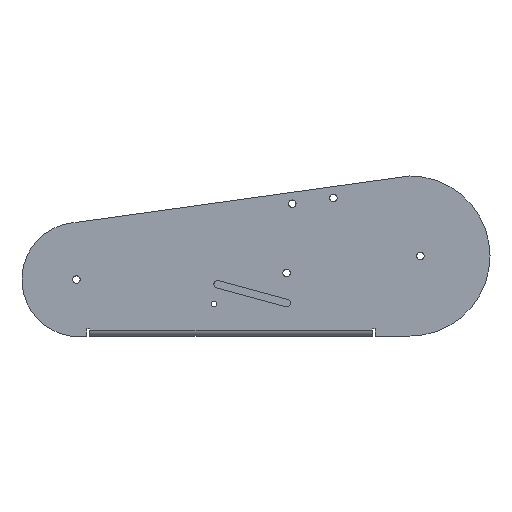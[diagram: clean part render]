
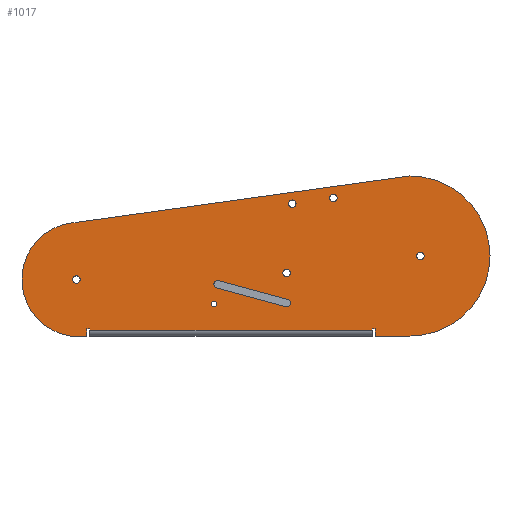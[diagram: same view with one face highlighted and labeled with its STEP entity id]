
A CAD part, left-side view. The second image highlights one B-rep face of the part: STEP entity #1017.
In plain terms, the highlighted planar face has unit normal (-1, 0, 0).
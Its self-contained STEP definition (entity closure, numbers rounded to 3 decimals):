
#27=FACE_BOUND('',#218,.T.);
#28=FACE_BOUND('',#219,.T.);
#29=FACE_BOUND('',#220,.T.);
#30=FACE_BOUND('',#221,.T.);
#31=FACE_BOUND('',#222,.T.);
#32=FACE_BOUND('',#223,.T.);
#33=FACE_BOUND('',#224,.T.);
#42=CIRCLE('',#1044,2.);
#44=CIRCLE('',#1048,2.);
#45=CIRCLE('',#1050,2.);
#49=CIRCLE('',#1056,1.5);
#53=CIRCLE('',#1062,2.);
#57=CIRCLE('',#1068,2.);
#61=CIRCLE('',#1074,2.);
#66=CIRCLE('',#1081,2.);
#81=CIRCLE('',#1126,42.5);
#82=CIRCLE('',#1127,30.288);
#151=FACE_OUTER_BOUND('',#217,.T.);
#217=EDGE_LOOP('',(#865,#866,#867,#868,#869,#870,#871,#872,#873,#874,#875,
#876));
#218=EDGE_LOOP('',(#877,#878,#879,#880));
#219=EDGE_LOOP('',(#881));
#220=EDGE_LOOP('',(#882));
#221=EDGE_LOOP('',(#883));
#222=EDGE_LOOP('',(#884));
#223=EDGE_LOOP('',(#885));
#224=EDGE_LOOP('',(#886));
#243=LINE('',#1441,#339);
#247=LINE('',#1453,#343);
#298=LINE('',#1626,#394);
#309=LINE('',#1653,#405);
#314=LINE('',#1664,#410);
#317=LINE('',#1668,#413);
#318=LINE('',#1671,#414);
#319=LINE('',#1673,#415);
#320=LINE('',#1675,#416);
#321=LINE('',#1677,#417);
#322=LINE('',#1681,#418);
#323=LINE('',#1684,#419);
#339=VECTOR('',#1145,10.);
#343=VECTOR('',#1157,10.);
#394=VECTOR('',#1340,10.);
#405=VECTOR('',#1373,10.);
#410=VECTOR('',#1380,10.);
#413=VECTOR('',#1385,10.);
#414=VECTOR('',#1388,10.);
#415=VECTOR('',#1389,10.);
#416=VECTOR('',#1390,10.);
#417=VECTOR('',#1391,10.);
#418=VECTOR('',#1394,10.);
#419=VECTOR('',#1397,10.);
#435=VERTEX_POINT('',#1438);
#436=VERTEX_POINT('',#1440);
#438=VERTEX_POINT('',#1446);
#440=VERTEX_POINT('',#1452);
#441=VERTEX_POINT('',#1459);
#445=VERTEX_POINT('',#1471);
#449=VERTEX_POINT('',#1483);
#453=VERTEX_POINT('',#1495);
#457=VERTEX_POINT('',#1507);
#462=VERTEX_POINT('',#1521);
#495=VERTEX_POINT('',#1623);
#496=VERTEX_POINT('',#1625);
#501=VERTEX_POINT('',#1652);
#505=VERTEX_POINT('',#1661);
#506=VERTEX_POINT('',#1663);
#507=VERTEX_POINT('',#1670);
#508=VERTEX_POINT('',#1672);
#509=VERTEX_POINT('',#1674);
#510=VERTEX_POINT('',#1676);
#511=VERTEX_POINT('',#1678);
#512=VERTEX_POINT('',#1680);
#513=VERTEX_POINT('',#1682);
#523=EDGE_CURVE('',#436,#435,#243,.T.);
#526=EDGE_CURVE('',#438,#436,#42,.T.);
#529=EDGE_CURVE('',#440,#438,#247,.T.);
#532=EDGE_CURVE('',#435,#440,#44,.T.);
#533=EDGE_CURVE('',#441,#441,#45,.T.);
#539=EDGE_CURVE('',#445,#445,#49,.T.);
#545=EDGE_CURVE('',#449,#449,#53,.T.);
#551=EDGE_CURVE('',#453,#453,#57,.T.);
#557=EDGE_CURVE('',#457,#457,#61,.T.);
#565=EDGE_CURVE('',#462,#462,#66,.T.);
#615=EDGE_CURVE('',#496,#495,#298,.T.);
#629=EDGE_CURVE('',#501,#496,#309,.T.);
#634=EDGE_CURVE('',#506,#505,#314,.T.);
#637=EDGE_CURVE('',#505,#501,#317,.T.);
#638=EDGE_CURVE('',#495,#507,#318,.T.);
#639=EDGE_CURVE('',#507,#508,#319,.T.);
#640=EDGE_CURVE('',#508,#509,#320,.T.);
#641=EDGE_CURVE('',#510,#509,#321,.T.);
#642=EDGE_CURVE('',#511,#510,#81,.T.);
#643=EDGE_CURVE('',#512,#511,#322,.T.);
#644=EDGE_CURVE('',#513,#512,#82,.T.);
#645=EDGE_CURVE('',#506,#513,#323,.T.);
#865=ORIENTED_EDGE('',*,*,#634,.T.);
#866=ORIENTED_EDGE('',*,*,#637,.T.);
#867=ORIENTED_EDGE('',*,*,#629,.T.);
#868=ORIENTED_EDGE('',*,*,#615,.T.);
#869=ORIENTED_EDGE('',*,*,#638,.T.);
#870=ORIENTED_EDGE('',*,*,#639,.T.);
#871=ORIENTED_EDGE('',*,*,#640,.T.);
#872=ORIENTED_EDGE('',*,*,#641,.F.);
#873=ORIENTED_EDGE('',*,*,#642,.F.);
#874=ORIENTED_EDGE('',*,*,#643,.F.);
#875=ORIENTED_EDGE('',*,*,#644,.F.);
#876=ORIENTED_EDGE('',*,*,#645,.F.);
#877=ORIENTED_EDGE('',*,*,#529,.T.);
#878=ORIENTED_EDGE('',*,*,#526,.T.);
#879=ORIENTED_EDGE('',*,*,#523,.T.);
#880=ORIENTED_EDGE('',*,*,#532,.T.);
#881=ORIENTED_EDGE('',*,*,#533,.T.);
#882=ORIENTED_EDGE('',*,*,#539,.T.);
#883=ORIENTED_EDGE('',*,*,#545,.T.);
#884=ORIENTED_EDGE('',*,*,#551,.T.);
#885=ORIENTED_EDGE('',*,*,#557,.T.);
#886=ORIENTED_EDGE('',*,*,#565,.T.);
#965=PLANE('',#1125);
#1017=ADVANCED_FACE('',(#151,#27,#28,#29,#30,#31,#32,#33),#965,.F.);
#1044=AXIS2_PLACEMENT_3D('',#1447,#1151,#1152);
#1048=AXIS2_PLACEMENT_3D('',#1457,#1163,#1164);
#1050=AXIS2_PLACEMENT_3D('',#1460,#1167,#1168);
#1056=AXIS2_PLACEMENT_3D('',#1472,#1181,#1182);
#1062=AXIS2_PLACEMENT_3D('',#1484,#1195,#1196);
#1068=AXIS2_PLACEMENT_3D('',#1496,#1209,#1210);
#1074=AXIS2_PLACEMENT_3D('',#1508,#1223,#1224);
#1081=AXIS2_PLACEMENT_3D('',#1523,#1240,#1241);
#1125=AXIS2_PLACEMENT_3D('',#1669,#1386,#1387);
#1126=AXIS2_PLACEMENT_3D('',#1679,#1392,#1393);
#1127=AXIS2_PLACEMENT_3D('',#1683,#1395,#1396);
#1145=DIRECTION('',(0.,-0.965,-0.263));
#1151=DIRECTION('center_axis',(1.,0.,0.));
#1152=DIRECTION('ref_axis',(0.,-0.263,0.965));
#1157=DIRECTION('',(0.,0.965,0.263));
#1163=DIRECTION('center_axis',(1.,0.,0.));
#1164=DIRECTION('ref_axis',(0.,0.263,-0.965));
#1167=DIRECTION('center_axis',(1.,0.,0.));
#1168=DIRECTION('ref_axis',(0.,0.,-1.));
#1181=DIRECTION('center_axis',(1.,0.,0.));
#1182=DIRECTION('ref_axis',(0.,0.,-1.));
#1195=DIRECTION('center_axis',(1.,0.,0.));
#1196=DIRECTION('ref_axis',(0.,0.,-1.));
#1209=DIRECTION('center_axis',(1.,0.,0.));
#1210=DIRECTION('ref_axis',(0.,0.,-1.));
#1223=DIRECTION('center_axis',(1.,0.,0.));
#1224=DIRECTION('ref_axis',(0.,0.,-1.));
#1240=DIRECTION('center_axis',(1.,0.,0.));
#1241=DIRECTION('ref_axis',(0.,0.,-1.));
#1340=DIRECTION('',(0.,-1.,0.));
#1373=DIRECTION('',(0.,0.,-1.));
#1380=DIRECTION('',(0.,0.,1.));
#1385=DIRECTION('',(0.,-1.,0.));
#1386=DIRECTION('center_axis',(1.,0.,0.));
#1387=DIRECTION('ref_axis',(0.,0.,-1.));
#1388=DIRECTION('',(0.,0.,1.));
#1389=DIRECTION('',(0.,-1.,0.));
#1390=DIRECTION('',(0.,0.,-1.));
#1391=DIRECTION('',(0.,1.,0.));
#1392=DIRECTION('center_axis',(1.,0.,0.));
#1393=DIRECTION('ref_axis',(0.,0.,1.));
#1394=DIRECTION('',(0.,-0.99,0.138));
#1395=DIRECTION('center_axis',(1.,0.,0.));
#1396=DIRECTION('ref_axis',(0.,0.138,-0.99));
#1397=DIRECTION('',(0.,1.,0.));
#1438=CARTESIAN_POINT('',(0.,64.934,19.456));
#1440=CARTESIAN_POINT('',(0.,101.595,29.456));
#1441=CARTESIAN_POINT('',(0.,144.23,41.085));
#1446=CARTESIAN_POINT('',(0.,102.648,25.597));
#1447=CARTESIAN_POINT('Origin',(0.,102.121,27.526));
#1452=CARTESIAN_POINT('',(0.,65.987,15.597));
#1453=CARTESIAN_POINT('',(0.,126.952,32.226));
#1457=CARTESIAN_POINT('Origin',(0.,65.461,17.526));
#1459=CARTESIAN_POINT('',(0.,65.471,35.504));
#1460=CARTESIAN_POINT('Origin',(0.,65.471,33.504));
#1471=CARTESIAN_POINT('',(0.,104.101,18.533));
#1472=CARTESIAN_POINT('Origin',(0.,104.101,17.033));
#1483=CARTESIAN_POINT('',(0.,62.5,72.262));
#1484=CARTESIAN_POINT('Origin',(0.,62.5,70.262));
#1495=CARTESIAN_POINT('',(0.,177.121,32.));
#1496=CARTESIAN_POINT('Origin',(0.,177.121,30.));
#1507=CARTESIAN_POINT('',(0.,40.709,75.288));
#1508=CARTESIAN_POINT('Origin',(0.,40.709,73.288));
#1521=CARTESIAN_POINT('',(0.,-5.5,44.5));
#1523=CARTESIAN_POINT('Origin',(0.,-5.5,42.5));
#1623=CARTESIAN_POINT('',(0.,20.,3.));
#1625=CARTESIAN_POINT('',(0.,170.,3.));
#1626=CARTESIAN_POINT('',(0.,106.53,3.));
#1652=CARTESIAN_POINT('',(0.,170.,3.75));
#1653=CARTESIAN_POINT('',(0.,170.,15.));
#1661=CARTESIAN_POINT('',(0.,171.5,3.75));
#1663=CARTESIAN_POINT('',(0.,171.5,0.));
#1664=CARTESIAN_POINT('',(0.,171.5,16.875));
#1668=CARTESIAN_POINT('',(0.,181.53,3.75));
#1669=CARTESIAN_POINT('Origin',(0.,193.061,30.));
#1670=CARTESIAN_POINT('',(0.,20.,3.75));
#1671=CARTESIAN_POINT('',(0.,20.,16.875));
#1672=CARTESIAN_POINT('',(0.,18.5,3.75));
#1673=CARTESIAN_POINT('',(0.,105.78,3.75));
#1674=CARTESIAN_POINT('',(0.,18.5,0.));
#1675=CARTESIAN_POINT('',(0.,18.5,15.));
#1676=CARTESIAN_POINT('',(0.,0.,0.));
#1677=CARTESIAN_POINT('',(0.,0.,0.));
#1678=CARTESIAN_POINT('',(0.,0.,85.));
#1679=CARTESIAN_POINT('Origin',(0.,0.,42.5));
#1680=CARTESIAN_POINT('',(0.,180.,60.));
#1681=CARTESIAN_POINT('',(0.,180.,60.));
#1682=CARTESIAN_POINT('',(0.,180.,0.));
#1683=CARTESIAN_POINT('Origin',(0.,175.833,30.));
#1684=CARTESIAN_POINT('',(0.,0.,0.));
